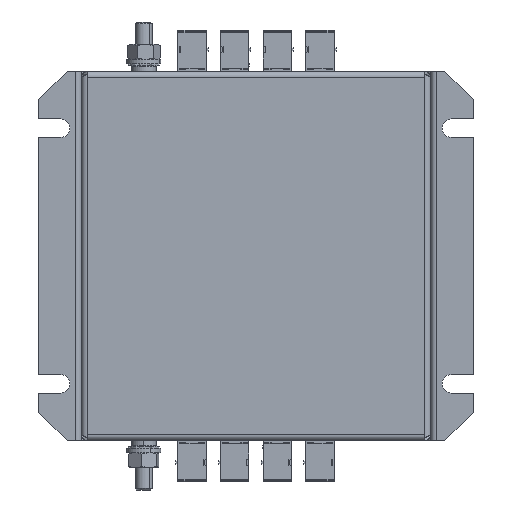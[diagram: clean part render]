
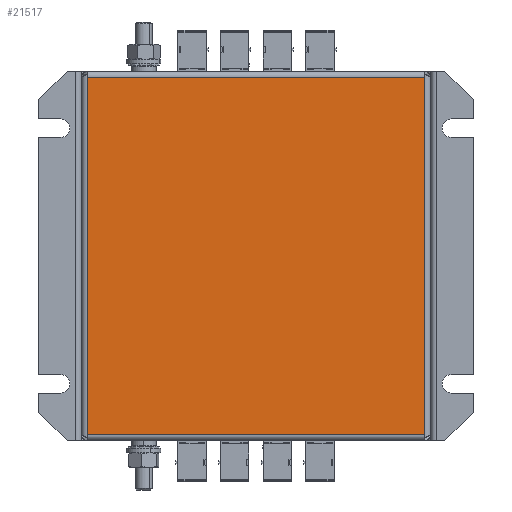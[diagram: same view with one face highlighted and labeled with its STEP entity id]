
A CAD part, front view. The second image highlights one B-rep face of the part: STEP entity #21517.
In plain terms, the highlighted face is planar.
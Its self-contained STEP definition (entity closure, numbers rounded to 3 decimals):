
#1087 = CARTESIAN_POINT ( 'NONE',  ( -161.938, 149.078, 163.349 ) ) ;
#6497 = ORIENTED_EDGE ( 'NONE', *, *, #22077, .F. ) ;
#9015 = CARTESIAN_POINT ( 'NONE',  ( -161.938, 149.078, 44.349 ) ) ;
#9922 = AXIS2_PLACEMENT_3D ( 'NONE', #9015, #12691, #16333 ) ;
#10563 = EDGE_CURVE ( 'NONE', #15218, #37568, #27350, .T. ) ;
#11110 = VECTOR ( 'NONE', #13696, 1000. ) ;
#12691 = DIRECTION ( 'NONE',  ( 0., -1., 0. ) ) ;
#13696 = DIRECTION ( 'NONE',  ( 0., 0., -1. ) ) ;
#15218 = VERTEX_POINT ( 'NONE', #24168 ) ;
#16333 = DIRECTION ( 'NONE',  ( 0., 0., -1. ) ) ;
#17311 = LINE ( 'NONE', #32347, #11110 ) ;
#18179 = CARTESIAN_POINT ( 'NONE',  ( -162.813, 149.078, 44.349 ) ) ;
#21517 = ADVANCED_FACE ( 'NONE', ( #27751 ), #35150, .F. ) ;
#22077 = EDGE_CURVE ( 'NONE', #43070, #43495, #17311, .T. ) ;
#23232 = CARTESIAN_POINT ( 'NONE',  ( -162.813, 149.078, 163.349 ) ) ;
#23895 = VECTOR ( 'NONE', #37127, 1000. ) ;
#24168 = CARTESIAN_POINT ( 'NONE',  ( -35.938, 149.078, 44.349 ) ) ;
#25012 = CARTESIAN_POINT ( 'NONE',  ( -161.938, 149.078, 44.349 ) ) ;
#26053 = VECTOR ( 'NONE', #41450, 1000. ) ;
#27350 = LINE ( 'NONE', #28572, #23895 ) ;
#27751 = FACE_OUTER_BOUND ( 'NONE', #36108, .T. ) ;
#28572 = CARTESIAN_POINT ( 'NONE',  ( -35.938, 149.078, 44.349 ) ) ;
#29068 = DIRECTION ( 'NONE',  ( 1., 0., 0. ) ) ;
#29720 = CARTESIAN_POINT ( 'NONE',  ( -35.938, 149.078, 163.349 ) ) ;
#32230 = LINE ( 'NONE', #23232, #26053 ) ;
#32347 = CARTESIAN_POINT ( 'NONE',  ( -161.938, 149.078, 44.349 ) ) ;
#33530 = EDGE_CURVE ( 'NONE', #37568, #43070, #32230, .T. ) ;
#34029 = EDGE_CURVE ( 'NONE', #43495, #15218, #39043, .T. ) ;
#35150 = PLANE ( 'NONE',  #9922 ) ;
#36108 = EDGE_LOOP ( 'NONE', ( #45123, #6497, #36632, #37718 ) ) ;
#36632 = ORIENTED_EDGE ( 'NONE', *, *, #33530, .F. ) ;
#37127 = DIRECTION ( 'NONE',  ( 0., 0., 1. ) ) ;
#37568 = VERTEX_POINT ( 'NONE', #29720 ) ;
#37718 = ORIENTED_EDGE ( 'NONE', *, *, #10563, .F. ) ;
#38475 = VECTOR ( 'NONE', #29068, 1000. ) ;
#39043 = LINE ( 'NONE', #18179, #38475 ) ;
#41450 = DIRECTION ( 'NONE',  ( -1., 0., 0. ) ) ;
#43070 = VERTEX_POINT ( 'NONE', #1087 ) ;
#43495 = VERTEX_POINT ( 'NONE', #25012 ) ;
#45123 = ORIENTED_EDGE ( 'NONE', *, *, #34029, .F. ) ;
